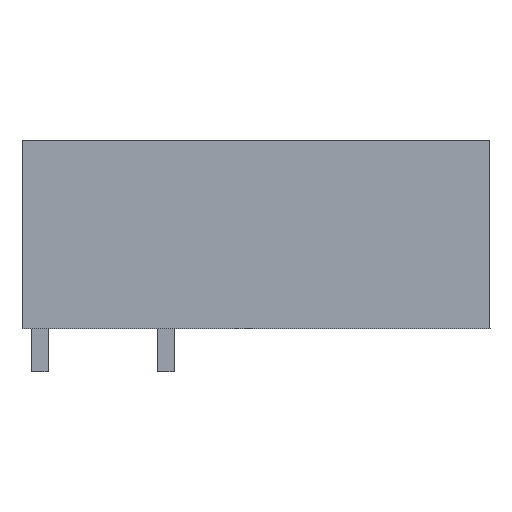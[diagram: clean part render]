
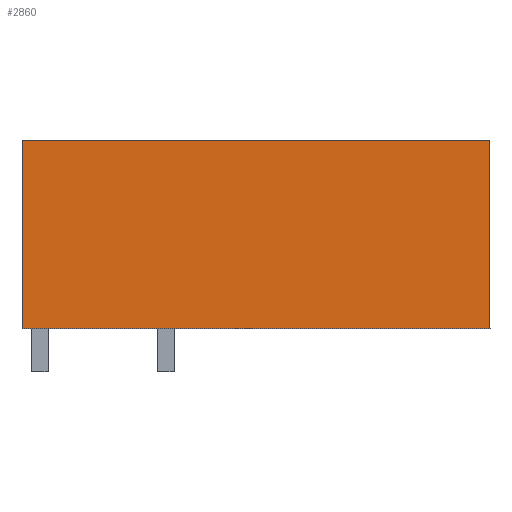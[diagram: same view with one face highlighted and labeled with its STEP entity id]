
A CAD part, left-side view. The second image highlights one B-rep face of the part: STEP entity #2860.
In plain terms, the highlighted planar face has unit normal (-1, 0, 0).
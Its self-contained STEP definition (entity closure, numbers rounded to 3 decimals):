
#2847=AXIS2_PLACEMENT_3D('Plane Axis2P3D',#2844,#2845,#2846) ;
#1238=CARTESIAN_POINT('Vertex',(0.,28.3,2.6)) ;
#1241=CARTESIAN_POINT('Line Origine',(0.,28.3,8.3)) ;
#1245=CARTESIAN_POINT('Vertex',(0.,28.3,14.)) ;
#1273=CARTESIAN_POINT('Line Origine',(0.,14.15,14.)) ;
#1277=CARTESIAN_POINT('Vertex',(0.,0.,14.)) ;
#2688=CARTESIAN_POINT('Line Origine',(0.,0.,8.3)) ;
#2692=CARTESIAN_POINT('Vertex',(0.,0.,2.6)) ;
#2844=CARTESIAN_POINT('Axis2P3D Location',(0.,28.3,-0.9)) ;
#2849=CARTESIAN_POINT('Line Origine',(0.,14.15,2.6)) ;
#1242=DIRECTION('Vector Direction',(0.,0.,1.)) ;
#1274=DIRECTION('Vector Direction',(0.,1.,0.)) ;
#2689=DIRECTION('Vector Direction',(0.,0.,-1.)) ;
#2845=DIRECTION('Axis2P3D Direction',(-1.,0.,0.)) ;
#2846=DIRECTION('Axis2P3D XDirection',(0.,-1.,0.)) ;
#2850=DIRECTION('Vector Direction',(0.,1.,0.)) ;
#1243=VECTOR('Line Direction',#1242,1.) ;
#1275=VECTOR('Line Direction',#1274,1.) ;
#2690=VECTOR('Line Direction',#2689,1.) ;
#2851=VECTOR('Line Direction',#2850,1.) ;
#2855=ORIENTED_EDGE('',*,*,#2853,.F.) ;
#2856=ORIENTED_EDGE('',*,*,#2694,.F.) ;
#2857=ORIENTED_EDGE('',*,*,#1279,.T.) ;
#2858=ORIENTED_EDGE('',*,*,#1247,.T.) ;
#2860=ADVANCED_FACE('housing',(#2859),#2848,.T.) ;
#1247=EDGE_CURVE('',#1246,#1239,#1244,.F.) ;
#1279=EDGE_CURVE('',#1278,#1246,#1276,.T.) ;
#2694=EDGE_CURVE('',#1278,#2693,#2691,.T.) ;
#2853=EDGE_CURVE('',#2693,#1239,#2852,.T.) ;
#2854=EDGE_LOOP('',(#2855,#2856,#2857,#2858)) ;
#2859=FACE_OUTER_BOUND('',#2854,.T.) ;
#1244=LINE('Line',#1241,#1243) ;
#1276=LINE('Line',#1273,#1275) ;
#2691=LINE('Line',#2688,#2690) ;
#2852=LINE('Line',#2849,#2851) ;
#2848=PLANE('',#2847) ;
#1239=VERTEX_POINT('',#1238) ;
#1246=VERTEX_POINT('',#1245) ;
#1278=VERTEX_POINT('',#1277) ;
#2693=VERTEX_POINT('',#2692) ;
